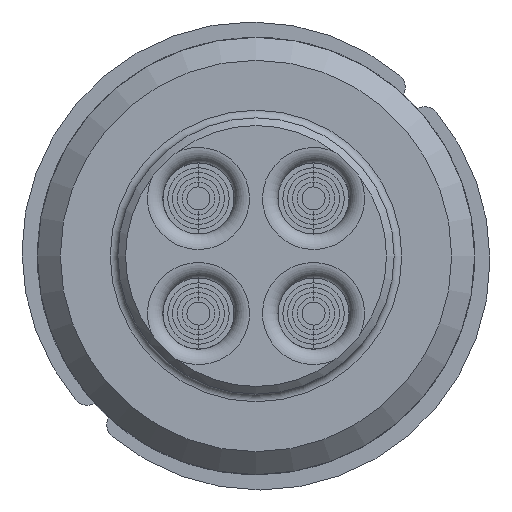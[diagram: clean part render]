
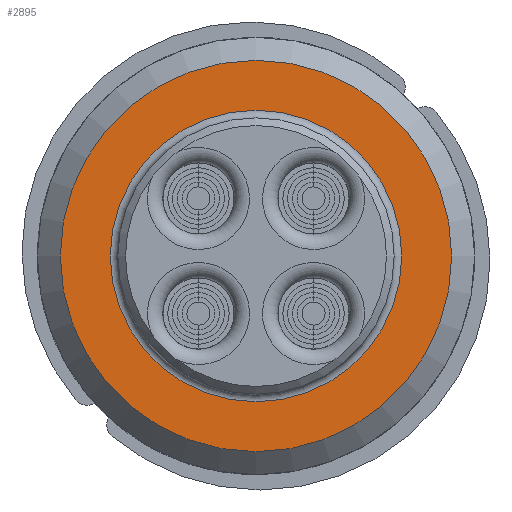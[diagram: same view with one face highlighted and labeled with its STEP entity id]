
A CAD part, left-side view. The second image highlights one B-rep face of the part: STEP entity #2895.
In plain terms, the highlighted face is planar.
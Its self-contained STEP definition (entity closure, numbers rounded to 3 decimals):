
#640=FACE_BOUND('',#970,.T.);
#666=PLANE('',#3371);
#791=FACE_OUTER_BOUND('',#969,.T.);
#969=EDGE_LOOP('',(#2287));
#970=EDGE_LOOP('',(#2288));
#1185=CIRCLE('',#3367,19.);
#1188=CIRCLE('',#3372,25.5);
#1385=VERTEX_POINT('',#5332);
#1387=VERTEX_POINT('',#5340);
#1717=EDGE_CURVE('',#1385,#1385,#1185,.T.);
#1721=EDGE_CURVE('',#1387,#1387,#1188,.T.);
#2287=ORIENTED_EDGE('',*,*,#1721,.F.);
#2288=ORIENTED_EDGE('',*,*,#1717,.F.);
#2895=ADVANCED_FACE('',(#791,#640),#666,.T.);
#3367=AXIS2_PLACEMENT_3D('',#5333,#3926,#3927);
#3371=AXIS2_PLACEMENT_3D('',#5339,#3935,#3936);
#3372=AXIS2_PLACEMENT_3D('',#5341,#3937,#3938);
#3926=DIRECTION('center_axis',(0.,1.,0.));
#3927=DIRECTION('ref_axis',(0.,0.,-1.));
#3935=DIRECTION('center_axis',(0.,1.,0.));
#3936=DIRECTION('ref_axis',(0.,0.,1.));
#3937=DIRECTION('center_axis',(0.,-1.,0.));
#3938=DIRECTION('ref_axis',(0.,0.,-1.));
#5332=CARTESIAN_POINT('',(0.,0.,-19.));
#5333=CARTESIAN_POINT('Origin',(0.,0.,0.));
#5339=CARTESIAN_POINT('Origin',(0.,0.,18.));
#5340=CARTESIAN_POINT('',(0.,0.,25.5));
#5341=CARTESIAN_POINT('Origin',(0.,0.,0.));
